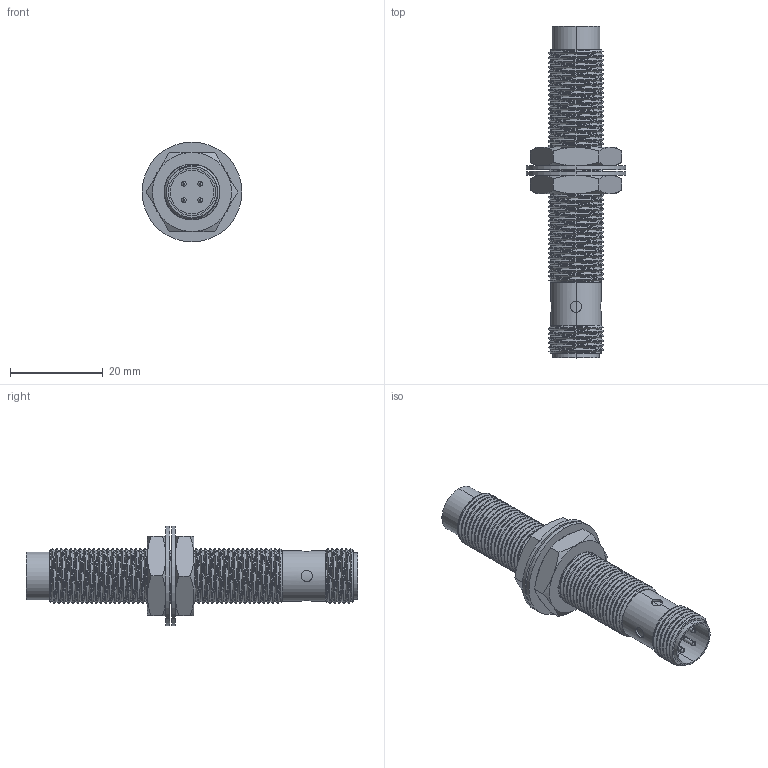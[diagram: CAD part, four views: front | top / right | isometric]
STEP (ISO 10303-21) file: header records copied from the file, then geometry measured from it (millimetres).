
FILE_DESCRIPTION (( 'STEP AP203' ), '1' );
FILE_NAME ('IX1250N8XXM12E1 .STEP', '2025-02-10T05:51:07', ( 'User' ), ( 'China' ), 'SwSTEP 2.0', 'SolidWorks 2016', '' );
FILE_SCHEMA (( 'CONFIG_CONTROL_DESIGN' ));
Length unit declared in the file: millimetre
Products named in the file (1): IX1250N8XXM12E1 
Bounding box: 21.5 x 71.4 x 21.5 mm (x, y, z)
Volume: 7922.2 mm3; surface area: 6768.9 mm2
Topology: 5 solids, 5 shells, 466 faces, 1291 edges, 846 vertices
Faces by surface type: cylinder 323, plane 91, cone 36, bspline 8, torus 8
Entity records: 40492 total; most frequent: CARTESIAN_POINT 29596, ORIENTED_EDGE 2582, DIRECTION 1759, EDGE_CURVE 1291, VERTEX_POINT 846, AXIS2_PLACEMENT_3D 623, B_SPLINE_CURVE_WITH_KNOTS 614, LINE 513
